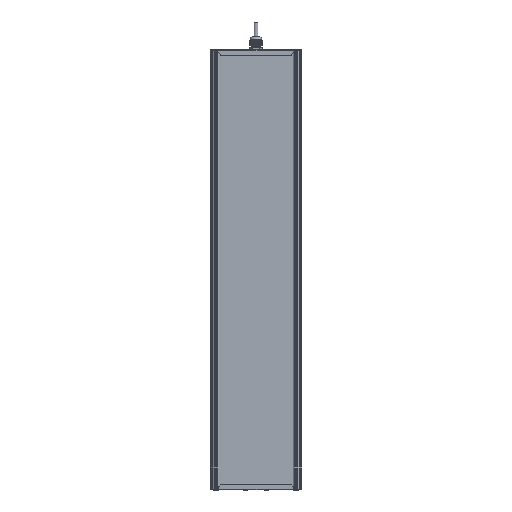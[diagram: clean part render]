
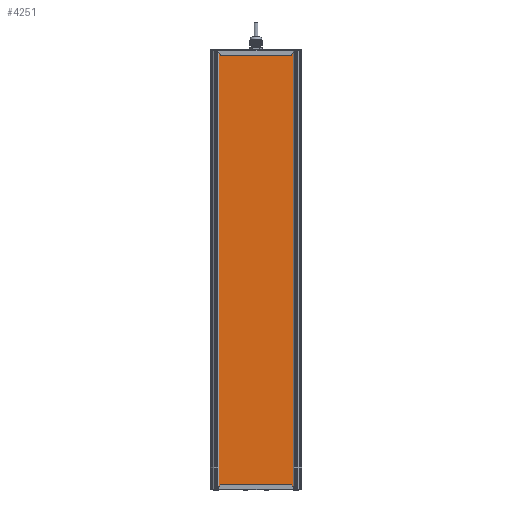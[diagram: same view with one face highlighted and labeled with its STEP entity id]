
A CAD part, front view. The second image highlights one B-rep face of the part: STEP entity #4251.
In plain terms, the highlighted face is planar.
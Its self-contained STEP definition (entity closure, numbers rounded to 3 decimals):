
#4251=ADVANCED_FACE('',(#15707),#15709,.T.);
#15707=FACE_BOUND('',#15708,.T.);
#15708=EDGE_LOOP('',(#44604,#44605,#44606,#44607));
#15709=PLANE('',#15710);
#15710=AXIS2_PLACEMENT_3D('',#15711,#15712,#15713);
#15711=CARTESIAN_POINT('',(2111.497,401.002,-34.582));
#15712=DIRECTION('',(0.,0.,-1.));
#15713=DIRECTION('',(0.,1.,0.));
#44604=ORIENTED_EDGE('',*,*,#52550,.F.);
#44605=ORIENTED_EDGE('',*,*,#52549,.T.);
#44606=ORIENTED_EDGE('',*,*,#52551,.F.);
#44607=ORIENTED_EDGE('',*,*,#52552,.F.);
#52549=EDGE_CURVE('',#58815,#58819,#58821,.T.);
#52550=EDGE_CURVE('',#58815,#58822,#58823,.T.);
#52551=EDGE_CURVE('',#58824,#58819,#58825,.T.);
#52552=EDGE_CURVE('',#58822,#58824,#58826,.T.);
#58815=VERTEX_POINT('',#78667);
#58819=VERTEX_POINT('',#78675);
#58821=LINE('',#78679,#78680);
#58822=VERTEX_POINT('',#78682);
#58823=LINE('',#78683,#78684);
#58824=VERTEX_POINT('',#78686);
#58825=LINE('',#78687,#78688);
#58826=LINE('',#78690,#78691);
#78667=CARTESIAN_POINT('',(2111.497,565.13,-34.582));
#78675=CARTESIAN_POINT('',(3007.497,565.13,-34.582));
#78679=CARTESIAN_POINT('',(2111.497,565.13,-34.582));
#78680=VECTOR('',#78681,1.);
#78681=DIRECTION('',(1.,0.,0.));
#78682=CARTESIAN_POINT('',(2111.497,401.002,-34.582));
#78683=CARTESIAN_POINT('',(2111.497,565.13,-34.582));
#78684=VECTOR('',#78685,1.);
#78685=DIRECTION('',(0.,-1.,0.));
#78686=CARTESIAN_POINT('',(3007.497,401.002,-34.582));
#78687=CARTESIAN_POINT('',(3007.497,401.002,-34.582));
#78688=VECTOR('',#78689,1.);
#78689=DIRECTION('',(0.,1.,0.));
#78690=CARTESIAN_POINT('',(2111.497,401.002,-34.582));
#78691=VECTOR('',#78692,1.);
#78692=DIRECTION('',(1.,0.,0.));
